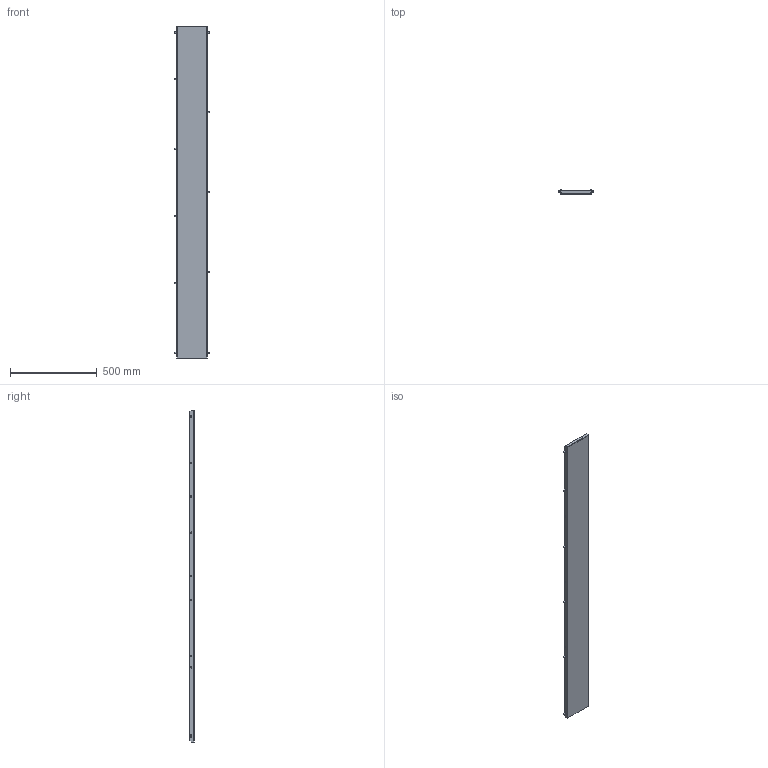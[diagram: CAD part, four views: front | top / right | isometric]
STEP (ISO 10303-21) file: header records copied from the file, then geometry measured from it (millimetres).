
FILE_DESCRIPTION (( 'STEP AP214' ), '1' );
FILE_NAME ('PCV192W Ïàíåëü âåðòèêàëüíàÿ îòñåêà ïðèñîåäèíàíèÿ.STEP', '2018-07-30T13:25:00', ( '' ), ( '' ), 'SwSTEP 2.0', 'SolidWorks 2017', '' );
FILE_SCHEMA (( 'AUTOMOTIVE_DESIGN' ));
Length unit declared in the file: millimetre
Products named in the file (3): PCV192W Ïàíåëü âåðòèêàëüíàÿ îòñåêà ïðèñîåäèíàíèÿ; Âèíò ñàìîíàðåçàþùèé Ì6 DIN 7516À_6å16; AVT001.15.03.04 Ïàíåëü âåðòèêàëüíàÿ_00
Assembly tree (12 placements, depth 2):
  PCV192W Ïàíåëü âåðòèêàëüíàÿ îòñåêà ïðèñîåäèíàíèÿ
    AVT001.15.03.04 Ïàíåëü âåðòèêàëüíàÿ_00
    Âèíò ñàìîíàðåçàþùèé Ì6 DIN 7516À_6å16  x11
Bounding box: 204 x 25 x 1912.5 mm (x, y, z)
Volume: 644636 mm3; surface area: 861868 mm2
Topology: 12 solids, 12 shells, 307 faces, 792 edges, 520 vertices
Faces by surface type: plane 197, cylinder 88, sphere 22
Entity records: 3272 total; most frequent: DIRECTION 590, CARTESIAN_POINT 524, ORIENTED_EDGE 504, EDGE_CURVE 252, AXIS2_PLACEMENT_3D 226, VERTEX_POINT 160, LINE 138, VECTOR 138
